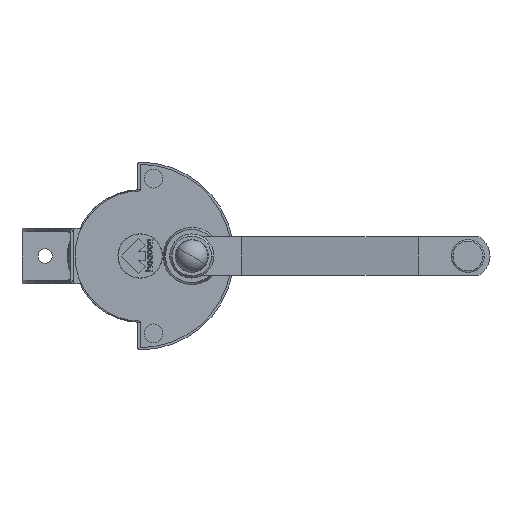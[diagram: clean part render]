
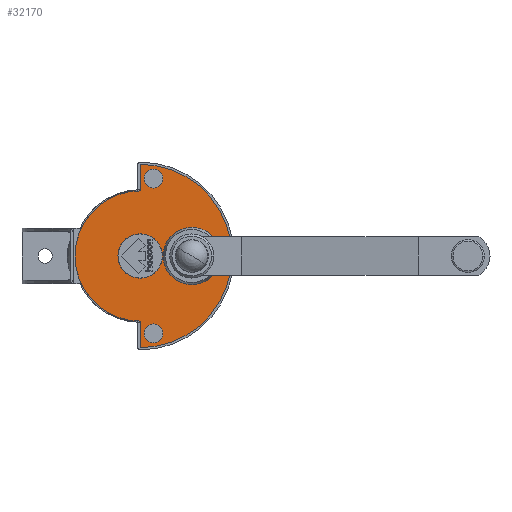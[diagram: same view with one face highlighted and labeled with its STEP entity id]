
A CAD part, front view. The second image highlights one B-rep face of the part: STEP entity #32170.
In plain terms, the highlighted planar face has unit normal (0, -1, 0).
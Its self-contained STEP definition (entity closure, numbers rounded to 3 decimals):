
#30300=CARTESIAN_POINT('',(53.7,-168.577,0.))
;
#30310=VERTEX_POINT('',#30300);
#30340=CARTESIAN_POINT('',(-5.3,-168.577,
0.));
#30350=DIRECTION('',(0.,1.,0.));
#30360=DIRECTION('',(-1.,-0.,0.));
#30370=AXIS2_PLACEMENT_3D('',#30340,#30350,#30360);
#30380=CIRCLE('',#30370,59.);
#30390=CARTESIAN_POINT('',(-64.3,-168.577,0.)
);
#30400=VERTEX_POINT('',#30390);
#30410=EDGE_CURVE('',#30400,#30310,#30380,.T.);
#30690=CARTESIAN_POINT('',(-88.3,-168.577,0.)
);
#30700=VERTEX_POINT('',#30690);
#30730=CARTESIAN_POINT('',(-5.3,-168.577,
0.));
#30740=DIRECTION('',(0.,1.,0.));
#30750=DIRECTION('',(-1.,-0.,0.));
#30760=AXIS2_PLACEMENT_3D('',#30730,#30740,#30750);
#30770=CIRCLE('',#30760,83.);
#30780=CARTESIAN_POINT('',(77.7,-168.577,0.))
;
#30790=VERTEX_POINT('',#30780);
#30800=EDGE_CURVE('',#30790,#30700,#30770,.T.);
#31050=CARTESIAN_POINT('',(53.7,-168.577,0.))
;
#31060=DIRECTION('',(1.,0.,0.));
#31070=VECTOR('',#31060,1.);
#31080=LINE('',#31050,#31070);
#31090=EDGE_CURVE('',#30310,#30790,#31080,.T.);
#31280=CARTESIAN_POINT('',(-64.3,-168.577,0.)
);
#31290=DIRECTION('',(-1.,-0.,0.));
#31300=VECTOR('',#31290,1.);
#31310=LINE('',#31280,#31300);
#31320=EDGE_CURVE('',#30400,#30700,#31310,.T.);
#31460=CARTESIAN_POINT('',(-5.3,-168.577,
-46.75));
#31470=DIRECTION('',(0.,1.,-0.));
#31480=DIRECTION('',(-1.,-0.,0.));
#31490=AXIS2_PLACEMENT_3D('',#31460,#31470,#31480);
#31500=PLANE('',#31490);
#31510=ORIENTED_EDGE('',*,*,#31090,.F.);
#31520=ORIENTED_EDGE('',*,*,#30800,.F.);
#31530=ORIENTED_EDGE('',*,*,#31320,.T.);
#31540=ORIENTED_EDGE('',*,*,#30410,.F.);
#31550=EDGE_LOOP('',(#31540,#31530,#31520,#31510));
#31560=FACE_OUTER_BOUND('',#31550,.T.);
#31570=CARTESIAN_POINT('',(64.7,-168.577,-12.));
#31580=DIRECTION('',(0.,-1.,0.));
#31590=DIRECTION('',(1.,0.,0.));
#31600=AXIS2_PLACEMENT_3D('',#31570,#31580,#31590);
#31610=CIRCLE('',#31600,8.5);
#31620=CARTESIAN_POINT('',(73.2,-168.577,-12.));
#31630=VERTEX_POINT('',#31620);
#31640=CARTESIAN_POINT('',(56.2,-168.577,-12.));
#31650=VERTEX_POINT('',#31640);
#31660=EDGE_CURVE('',#31630,#31650,#31610,.T.);
#31670=ORIENTED_EDGE('',*,*,#31660,.F.);
#31680=EDGE_CURVE('',#31650,#31630,#31610,.T.);
#31690=ORIENTED_EDGE('',*,*,#31680,.F.);
#31700=EDGE_LOOP('',(#31690,#31670));
#31710=FACE_BOUND('',#31700,.T.);
#31720=CARTESIAN_POINT('',(-75.3,-168.577,-12.));
#31730=DIRECTION('',(0.,1.,0.));
#31740=DIRECTION('',(-1.,-0.,0.));
#31750=AXIS2_PLACEMENT_3D('',#31720,#31730,#31740);
#31760=CIRCLE('',#31750,8.5);
#31770=CARTESIAN_POINT('',(-83.8,-168.577,-12.));
#31780=VERTEX_POINT('',#31770);
#31790=CARTESIAN_POINT('',(-66.8,-168.577,-12.));
#31800=VERTEX_POINT('',#31790);
#31810=EDGE_CURVE('',#31780,#31800,#31760,.T.);
#31820=ORIENTED_EDGE('',*,*,#31810,.T.);
#31830=EDGE_CURVE('',#31800,#31780,#31760,.T.);
#31840=ORIENTED_EDGE('',*,*,#31830,.T.);
#31850=EDGE_LOOP('',(#31840,#31820));
#31860=FACE_BOUND('',#31850,.T.);
#31870=CARTESIAN_POINT('',(-5.3,-168.577,
-46.75));
#31880=DIRECTION('',(0.,-1.,0.));
#31890=DIRECTION('',(0.,0.,-1.));
#31900=AXIS2_PLACEMENT_3D('',#31870,#31880,#31890);
#31910=CIRCLE('',#31900,26.);
#31920=CARTESIAN_POINT('',(-5.3,-168.577,
-72.75));
#31930=VERTEX_POINT('',#31920);
#31940=CARTESIAN_POINT('',(-5.3,-168.577,
-20.75));
#31950=VERTEX_POINT('',#31940);
#31960=EDGE_CURVE('',#31930,#31950,#31910,.T.);
#31970=ORIENTED_EDGE('',*,*,#31960,.F.);
#31980=EDGE_CURVE('',#31950,#31930,#31910,.T.);
#31990=ORIENTED_EDGE('',*,*,#31980,.F.);
#32000=EDGE_LOOP('',(#31990,#31970));
#32010=FACE_BOUND('',#32000,.T.);
#32020=CARTESIAN_POINT('',(-5.3,-168.577,
0.));
#32030=DIRECTION('',(0.,-1.,0.));
#32040=DIRECTION('',(0.,0.,1.));
#32050=AXIS2_PLACEMENT_3D('',#32020,#32030,#32040);
#32060=CIRCLE('',#32050,20.1);
#32070=CARTESIAN_POINT('',(-5.3,-168.577,
-20.1));
#32080=VERTEX_POINT('',#32070);
#32090=CARTESIAN_POINT('',(-5.3,-168.577,
20.1));
#32100=VERTEX_POINT('',#32090);
#32110=EDGE_CURVE('',#32080,#32100,#32060,.T.);
#32120=ORIENTED_EDGE('',*,*,#32110,.F.);
#32130=EDGE_CURVE('',#32100,#32080,#32060,.T.);
#32140=ORIENTED_EDGE('',*,*,#32130,.F.);
#32150=EDGE_LOOP('',(#32140,#32120));
#32160=FACE_BOUND('',#32150,.T.);
#32170=ADVANCED_FACE('',(#31560,#31710,#31860,#32010,#32160),#31500,.F.)
;
